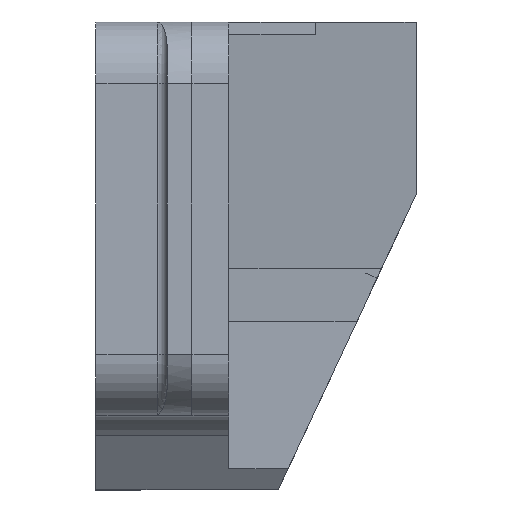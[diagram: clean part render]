
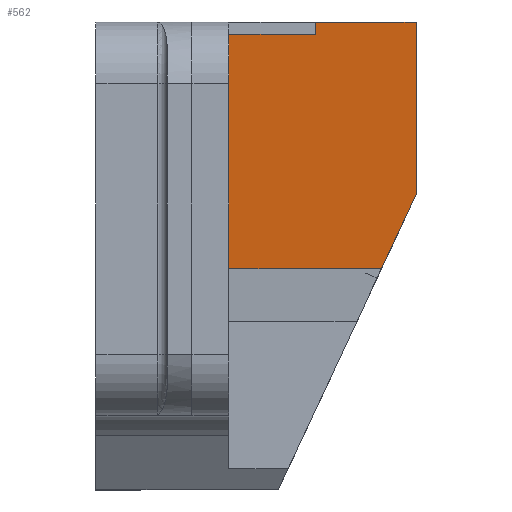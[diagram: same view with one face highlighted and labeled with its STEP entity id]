
A CAD part, left-side view. The second image highlights one B-rep face of the part: STEP entity #562.
In plain terms, the highlighted planar face has unit normal (-0.994, 0, -0.106).
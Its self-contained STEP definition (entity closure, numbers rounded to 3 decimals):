
#562 = ADVANCED_FACE ( 'NONE', ( #11999 ), #30120, .T. ) ;
#879 = CARTESIAN_POINT ( 'NONE',  ( -354.532, 142.687, 474.791 ) ) ;
#1241 = CARTESIAN_POINT ( 'NONE',  ( -391.773, 368.638, 822.374 ) ) ;
#1921 = VERTEX_POINT ( 'NONE', #39527 ) ;
#3755 = VERTEX_POINT ( 'NONE', #21271 ) ;
#4276 = DIRECTION ( 'NONE',  ( -0.107, 0., 0.994 ) ) ;
#5101 = CARTESIAN_POINT ( 'NONE',  ( -324.909, 91.238, 198.309 ) ) ;
#6163 = ORIENTED_EDGE ( 'NONE', *, *, #37784, .F. ) ;
#6514 = VERTEX_POINT ( 'NONE', #1241 ) ;
#7001 = DIRECTION ( 'NONE',  ( 0., 1., 0. ) ) ;
#8174 = ORIENTED_EDGE ( 'NONE', *, *, #23104, .F. ) ;
#8790 = CARTESIAN_POINT ( 'NONE',  ( -354.532, 91.238, 474.791 ) ) ;
#8935 = VERTEX_POINT ( 'NONE', #21945 ) ;
#9616 = VERTEX_POINT ( 'NONE', #46225 ) ;
#9673 = EDGE_CURVE ( 'NONE', #3755, #6514, #13608, .T. ) ;
#10492 = EDGE_CURVE ( 'NONE', #8935, #1921, #46768, .T. ) ;
#11170 = CARTESIAN_POINT ( 'NONE',  ( -324.909, 240.818, 198.309 ) ) ;
#11999 = FACE_OUTER_BOUND ( 'NONE', #29922, .T. ) ;
#12325 = DIRECTION ( 'NONE',  ( 0.097, 0.421, -0.902 ) ) ;
#13393 = DIRECTION ( 'NONE',  ( 0., 1., 0. ) ) ;
#13608 = LINE ( 'NONE', #46006, #42714 ) ;
#15167 = CARTESIAN_POINT ( 'NONE',  ( -354.532, 368.638, 474.791 ) ) ;
#16111 = ORIENTED_EDGE ( 'NONE', *, *, #36036, .F. ) ;
#16568 = LINE ( 'NONE', #38239, #32155 ) ;
#17493 = DIRECTION ( 'NONE',  ( -0.107, 0., 0.994 ) ) ;
#18792 = DIRECTION ( 'NONE',  ( 0., 1., 0. ) ) ;
#19622 = DIRECTION ( 'NONE',  ( -0.107, 0., 0.994 ) ) ;
#21271 = CARTESIAN_POINT ( 'NONE',  ( -391.773, 240.818, 822.374 ) ) ;
#21886 = LINE ( 'NONE', #11170, #36993 ) ;
#21945 = CARTESIAN_POINT ( 'NONE',  ( -393.728, 91.238, 840.624 ) ) ;
#22766 = AXIS2_PLACEMENT_3D ( 'NONE', #5101, #44620, #19622 ) ;
#23104 = EDGE_CURVE ( 'NONE', #26147, #27254, #36886, .T. ) ;
#26147 = VERTEX_POINT ( 'NONE', #879 ) ;
#27254 = VERTEX_POINT ( 'NONE', #15167 ) ;
#27988 = LINE ( 'NONE', #42488, #44426 ) ;
#29922 = EDGE_LOOP ( 'NONE', ( #37551, #35881, #16111, #46603, #6163, #8174, #35142 ) ) ;
#30120 = PLANE ( 'NONE',  #22766 ) ;
#30434 = CARTESIAN_POINT ( 'NONE',  ( -332.242, 239.698, 266.751 ) ) ;
#30601 = VECTOR ( 'NONE', #7001, 1000. ) ;
#32155 = VECTOR ( 'NONE', #17493, 1000. ) ;
#34006 = LINE ( 'NONE', #30434, #44475 ) ;
#34158 = EDGE_CURVE ( 'NONE', #9616, #26147, #34006, .T. ) ;
#35142 = ORIENTED_EDGE ( 'NONE', *, *, #34158, .F. ) ;
#35626 = VECTOR ( 'NONE', #18792, 1000. ) ;
#35881 = ORIENTED_EDGE ( 'NONE', *, *, #10492, .T. ) ;
#36036 = EDGE_CURVE ( 'NONE', #3755, #1921, #21886, .T. ) ;
#36886 = LINE ( 'NONE', #8790, #35626 ) ;
#36993 = VECTOR ( 'NONE', #4276, 1000. ) ;
#37551 = ORIENTED_EDGE ( 'NONE', *, *, #39212, .T. ) ;
#37784 = EDGE_CURVE ( 'NONE', #27254, #6514, #16568, .T. ) ;
#38224 = DIRECTION ( 'NONE',  ( -0.107, 0., 0.994 ) ) ;
#38239 = CARTESIAN_POINT ( 'NONE',  ( -324.909, 368.638, 198.309 ) ) ;
#39212 = EDGE_CURVE ( 'NONE', #9616, #8935, #27988, .T. ) ;
#39527 = CARTESIAN_POINT ( 'NONE',  ( -393.728, 240.818, 840.624 ) ) ;
#39609 = CARTESIAN_POINT ( 'NONE',  ( -393.728, 91.238, 840.624 ) ) ;
#42488 = CARTESIAN_POINT ( 'NONE',  ( -324.909, 91.238, 198.309 ) ) ;
#42714 = VECTOR ( 'NONE', #13393, 1000. ) ;
#44426 = VECTOR ( 'NONE', #38224, 1000. ) ;
#44475 = VECTOR ( 'NONE', #12325, 1000. ) ;
#44620 = DIRECTION ( 'NONE',  ( -0.994, 0., -0.107 ) ) ;
#46006 = CARTESIAN_POINT ( 'NONE',  ( -391.773, 91.238, 822.374 ) ) ;
#46225 = CARTESIAN_POINT ( 'NONE',  ( -366.353, 91.238, 585.124 ) ) ;
#46603 = ORIENTED_EDGE ( 'NONE', *, *, #9673, .T. ) ;
#46768 = LINE ( 'NONE', #39609, #30601 ) ;
